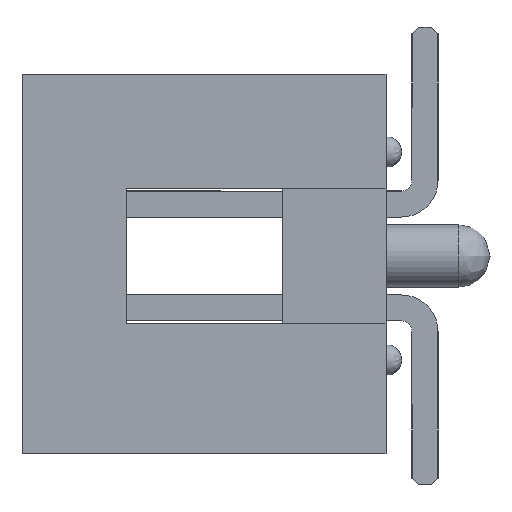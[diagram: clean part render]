
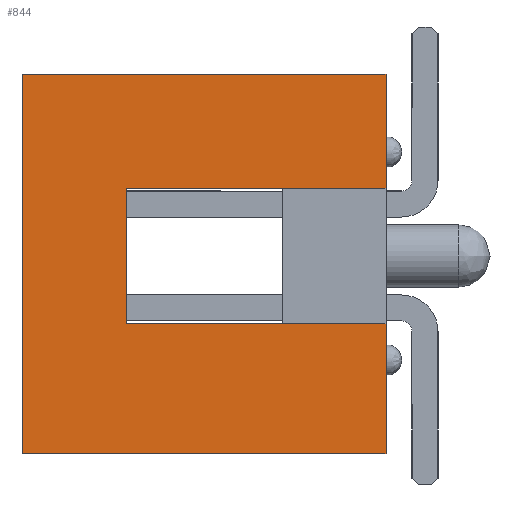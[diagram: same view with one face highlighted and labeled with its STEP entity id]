
A CAD part, left-side view. The second image highlights one B-rep face of the part: STEP entity #844.
In plain terms, the highlighted planar face has unit normal (-1, 0, 0).
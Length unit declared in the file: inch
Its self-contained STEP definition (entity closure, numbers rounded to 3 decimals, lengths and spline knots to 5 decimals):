
#36 = VECTOR ( 'NONE', #3077, 39.37008 ) ;
#103 = EDGE_LOOP ( 'NONE', ( #2963, #7153, #2688, #2322, #3723, #384, #6221, #868 ) ) ;
#189 = DIRECTION ( 'NONE',  ( 0., -1., 0. ) ) ;
#208 = EDGE_CURVE ( 'NONE', #7182, #1842, #1430, .T. ) ;
#220 = EDGE_CURVE ( 'NONE', #863, #1842, #6647, .T. ) ;
#247 = CARTESIAN_POINT ( 'NONE',  ( -0.4, 0., -0.065 ) ) ;
#273 = LINE ( 'NONE', #5701, #3426 ) ;
#319 = CARTESIAN_POINT ( 'NONE',  ( -0.4, 0., 0.175 ) ) ;
#326 = VECTOR ( 'NONE', #1986, 39.37008 ) ;
#384 = ORIENTED_EDGE ( 'NONE', *, *, #3946, .T. ) ;
#387 = DIRECTION ( 'NONE',  ( 1., 0., 0. ) ) ;
#540 = EDGE_CURVE ( 'NONE', #863, #5173, #809, .T. ) ;
#640 = VECTOR ( 'NONE', #4887, 39.37008 ) ;
#809 = LINE ( 'NONE', #2727, #3451 ) ;
#844 = ADVANCED_FACE ( 'NONE', ( #2222 ), #3174, .F. ) ;
#863 = VERTEX_POINT ( 'NONE', #1557 ) ;
#868 = ORIENTED_EDGE ( 'NONE', *, *, #4303, .F. ) ;
#930 = CARTESIAN_POINT ( 'NONE',  ( -0.4, 0., 0. ) ) ;
#986 = AXIS2_PLACEMENT_3D ( 'NONE', #930, #387, #4290 ) ;
#1081 = EDGE_CURVE ( 'NONE', #5210, #7182, #2558, .T. ) ;
#1359 = DIRECTION ( 'NONE',  ( 0., 1., 0. ) ) ;
#1430 = LINE ( 'NONE', #6417, #2667 ) ;
#1504 = VECTOR ( 'NONE', #4552, 39.37008 ) ;
#1557 = CARTESIAN_POINT ( 'NONE',  ( -0.4, 0., -0.19 ) ) ;
#1842 = VERTEX_POINT ( 'NONE', #247 ) ;
#1986 = DIRECTION ( 'NONE',  ( 0., 1., 0. ) ) ;
#2222 = FACE_OUTER_BOUND ( 'NONE', #103, .T. ) ;
#2322 = ORIENTED_EDGE ( 'NONE', *, *, #1081, .F. ) ;
#2334 = CARTESIAN_POINT ( 'NONE',  ( -0.4, 0.25, 0. ) ) ;
#2420 = DIRECTION ( 'NONE',  ( 0., 0., 1. ) ) ;
#2496 = CARTESIAN_POINT ( 'NONE',  ( -0.4, 0.35, 0.175 ) ) ;
#2508 = CARTESIAN_POINT ( 'NONE',  ( -0.4, 0.35, 0. ) ) ;
#2558 = LINE ( 'NONE', #2334, #1504 ) ;
#2667 = VECTOR ( 'NONE', #189, 39.37008 ) ;
#2688 = ORIENTED_EDGE ( 'NONE', *, *, #208, .F. ) ;
#2727 = CARTESIAN_POINT ( 'NONE',  ( -0.4, 0., -0.19 ) ) ;
#2890 = CARTESIAN_POINT ( 'NONE',  ( -0.4, 0.25, 0.065 ) ) ;
#2963 = ORIENTED_EDGE ( 'NONE', *, *, #540, .F. ) ;
#3011 = CARTESIAN_POINT ( 'NONE',  ( -0.4, 0., 0.065 ) ) ;
#3077 = DIRECTION ( 'NONE',  ( 0., 0., 1. ) ) ;
#3174 = PLANE ( 'NONE',  #986 ) ;
#3426 = VECTOR ( 'NONE', #6287, 39.37008 ) ;
#3451 = VECTOR ( 'NONE', #1359, 39.37008 ) ;
#3544 = VERTEX_POINT ( 'NONE', #4661 ) ;
#3723 = ORIENTED_EDGE ( 'NONE', *, *, #5686, .F. ) ;
#3946 = EDGE_CURVE ( 'NONE', #3544, #5477, #5978, .T. ) ;
#4290 = DIRECTION ( 'NONE',  ( 0., 0., -1. ) ) ;
#4303 = EDGE_CURVE ( 'NONE', #5173, #4846, #6277, .T. ) ;
#4492 = VECTOR ( 'NONE', #2420, 39.37008 ) ;
#4543 = CARTESIAN_POINT ( 'NONE',  ( -0.4, 0.35, -0.19 ) ) ;
#4552 = DIRECTION ( 'NONE',  ( 0., 0., -1. ) ) ;
#4661 = CARTESIAN_POINT ( 'NONE',  ( -0.4, 0., 0.065 ) ) ;
#4785 = LINE ( 'NONE', #3011, #326 ) ;
#4846 = VERTEX_POINT ( 'NONE', #2496 ) ;
#4887 = DIRECTION ( 'NONE',  ( 0., 0., 1. ) ) ;
#5173 = VERTEX_POINT ( 'NONE', #4543 ) ;
#5210 = VERTEX_POINT ( 'NONE', #2890 ) ;
#5353 = EDGE_CURVE ( 'NONE', #5477, #4846, #273, .T. ) ;
#5477 = VERTEX_POINT ( 'NONE', #319 ) ;
#5686 = EDGE_CURVE ( 'NONE', #3544, #5210, #4785, .T. ) ;
#5701 = CARTESIAN_POINT ( 'NONE',  ( -0.4, 0.35, 0.175 ) ) ;
#5806 = CARTESIAN_POINT ( 'NONE',  ( -0.4, 0.25, -0.065 ) ) ;
#5978 = LINE ( 'NONE', #6288, #4492 ) ;
#6221 = ORIENTED_EDGE ( 'NONE', *, *, #5353, .T. ) ;
#6277 = LINE ( 'NONE', #2508, #640 ) ;
#6287 = DIRECTION ( 'NONE',  ( 0., 1., 0. ) ) ;
#6288 = CARTESIAN_POINT ( 'NONE',  ( -0.4, 0., 0.175 ) ) ;
#6417 = CARTESIAN_POINT ( 'NONE',  ( -0.4, 0., -0.065 ) ) ;
#6469 = CARTESIAN_POINT ( 'NONE',  ( -0.4, 0., 0.175 ) ) ;
#6647 = LINE ( 'NONE', #6469, #36 ) ;
#7153 = ORIENTED_EDGE ( 'NONE', *, *, #220, .T. ) ;
#7182 = VERTEX_POINT ( 'NONE', #5806 ) ;
